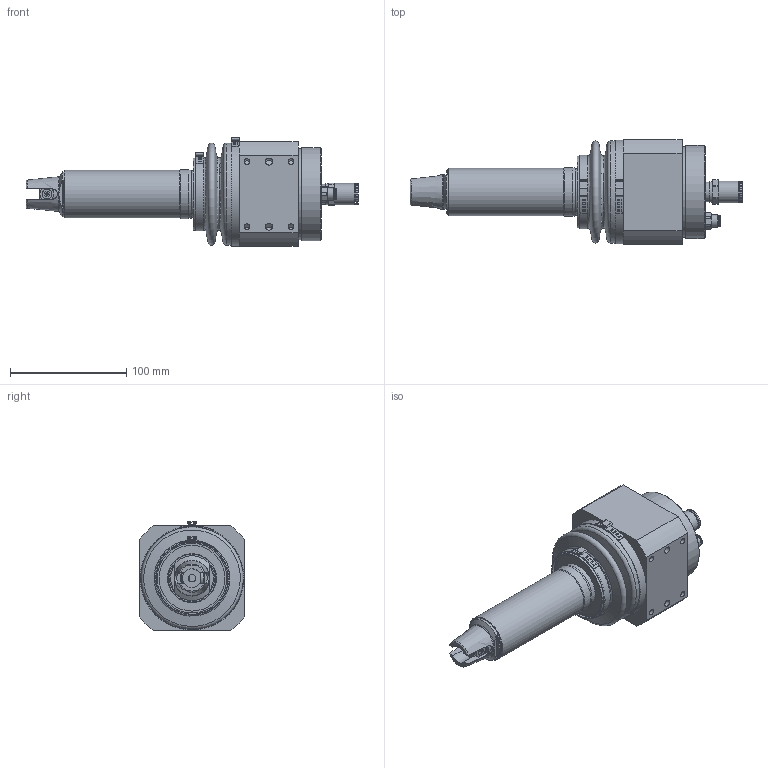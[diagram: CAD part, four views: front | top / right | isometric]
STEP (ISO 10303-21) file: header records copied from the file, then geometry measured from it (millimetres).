
FILE_DESCRIPTION(/* description */ ('RF 110'),/* implementation_level */ '2;1');
FILE_NAME(/* name */ 'RF 110_60057295.stp',/* time_stamp */ '2024-08-26T14:14:59+02:00',/* author */ ('DSteinicke'),/* organization */ (''),/* preprocessor_version */ 'ST-DEVELOPER v20',/* originating_system */ 'Autodesk Inventor 2024',/* authorisation */ '');
FILE_SCHEMA (('AUTOMOTIVE_DESIGN { 1 0 10303 214 3 1 1 }'));
Length unit declared in the file: millimetre
Products named in the file (1): 60057295
Bounding box: 285.55 x 90 x 93.71 mm (x, y, z)
Volume: 845998 mm3; surface area: 82333.2 mm2
Topology: 2 solids, 5 shells, 364 faces, 923 edges, 594 vertices
Faces by surface type: plane 150, cylinder 130, cone 69, torus 15
Full cylindrical faces by diameter (mm): 2.5 x1, 3.242 x1, 3.571 x1, 4 x1, 4.917 x4, 5.999 x2, 6 x3, 6.4 x1, 7 x1, 7.2 x1, 8.4 x1, 8.565 x1, 8.566 x1, 9.9 x1, 10.6 x1, 12 x1, 13.2 x1, 17 x1, 18 x1, 18.5 x2, 36 x1, 38.5 x1, 40 x1, 41 x1, 42 x1, 56.5 x1, 60 x1, 61 x1, 61.5 x1, 61.7 x1
Entity records: 12191 total; most frequent: CARTESIAN_POINT 2965, DIRECTION 1870, ORIENTED_EDGE 1842, EDGE_CURVE 921, AXIS2_PLACEMENT_3D 744, VERTEX_POINT 594, EDGE_LOOP 417, LINE 382
